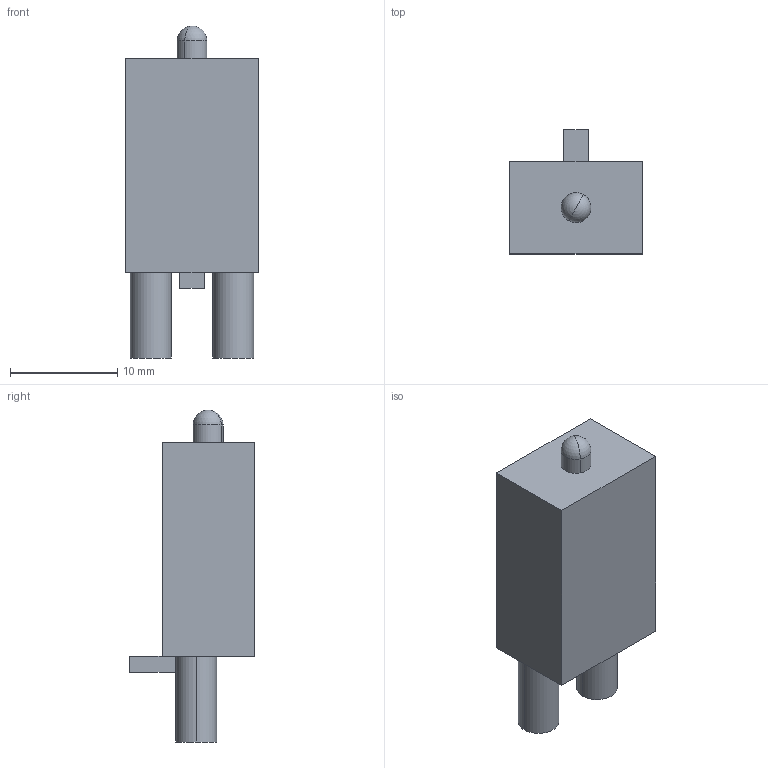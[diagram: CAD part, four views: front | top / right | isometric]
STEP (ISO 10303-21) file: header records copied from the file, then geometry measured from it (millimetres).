
FILE_DESCRIPTION(('CATIA V5R24 STEP','CAx-IF Rec.Pracs.--- Model Styling and Organization---1.2---2011-12-15'),'2;1');
FILE_NAME ('6746327_4', '2017-11-21T12:36:12+00:00', ('Weidmueller Interface'), ('Weidmueller'), 'CATIA Version 5-6 Release 2014 SP4', 'CATIA V5 STEP AP214', 'none');
FILE_SCHEMA(('AUTOMOTIVE_DESIGN { 1 0 10303 214 1 1 1 1 }'));
Length unit declared in the file: millimetre
Products named in the file (1): S3D_RIM_2_3_XXX
Bounding box: 12.4 x 11.6 x 31 mm (x, y, z)
Volume: 2350.6 mm3; surface area: 1315.5 mm2
Topology: 2 solids, 2 shells, 23 faces, 50 edges, 31 vertices
Faces by surface type: plane 15, cylinder 6, sphere 2
Entity records: 621 total; most frequent: CARTESIAN_POINT 96, ORIENTED_EDGE 96, DIRECTION 80, EDGE_CURVE 48, VECTOR 34, LINE 34, AXIS2_PLACEMENT_3D 31, VERTEX_POINT 31
